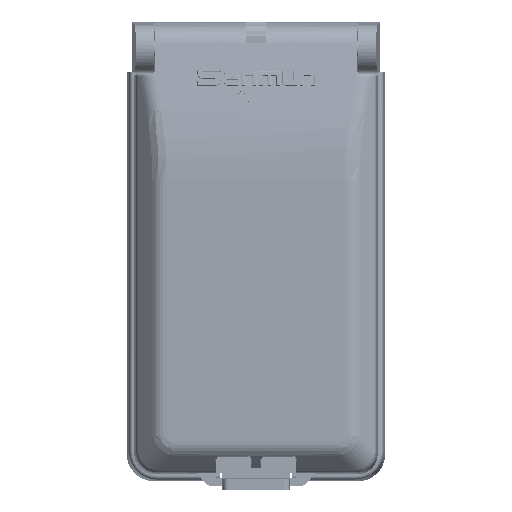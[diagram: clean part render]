
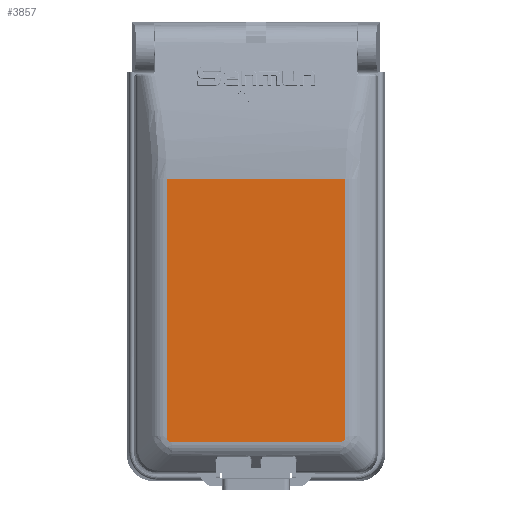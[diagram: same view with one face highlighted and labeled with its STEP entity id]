
A CAD part, top view. The second image highlights one B-rep face of the part: STEP entity #3857.
In plain terms, the highlighted planar face has unit normal (0, 0, 1).
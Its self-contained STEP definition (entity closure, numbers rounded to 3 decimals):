
#429=ELLIPSE('',#26596,3.637,2.1);
#430=ELLIPSE('',#26597,3.637,2.1);
#2563=FACE_OUTER_BOUND('',#11608,.T.);
#3857=ADVANCED_FACE('',(#2563),#5234,.F.);
#5234=PLANE('',#26598);
#6908=LINE('',#45779,#9084);
#6909=LINE('',#45781,#9085);
#6910=LINE('',#45783,#9086);
#6911=LINE('',#45787,#9087);
#9084=VECTOR('',#28882,1.);
#9085=VECTOR('',#28883,1.);
#9086=VECTOR('',#28884,1.);
#9087=VECTOR('',#28887,1.);
#11608=EDGE_LOOP('',(#13677,#13678,#13679,#13680,#13681,#13682));
#13677=ORIENTED_EDGE('',*,*,#22776,.T.);
#13678=ORIENTED_EDGE('',*,*,#22777,.T.);
#13679=ORIENTED_EDGE('',*,*,#22778,.T.);
#13680=ORIENTED_EDGE('',*,*,#22779,.T.);
#13681=ORIENTED_EDGE('',*,*,#22780,.T.);
#13682=ORIENTED_EDGE('',*,*,#22781,.T.);
#20439=VERTEX_POINT('',#45777);
#20440=VERTEX_POINT('',#45778);
#20441=VERTEX_POINT('',#45780);
#20442=VERTEX_POINT('',#45782);
#20443=VERTEX_POINT('',#45784);
#20444=VERTEX_POINT('',#45786);
#22776=EDGE_CURVE('',#20439,#20440,#429,.T.);
#22777=EDGE_CURVE('',#20440,#20441,#6908,.T.);
#22778=EDGE_CURVE('',#20441,#20442,#6909,.T.);
#22779=EDGE_CURVE('',#20442,#20443,#6910,.T.);
#22780=EDGE_CURVE('',#20443,#20444,#430,.T.);
#22781=EDGE_CURVE('',#20444,#20439,#6911,.T.);
#26596=AXIS2_PLACEMENT_3D('',#45776,#28880,#28881);
#26597=AXIS2_PLACEMENT_3D('',#45785,#28885,#28886);
#26598=AXIS2_PLACEMENT_3D('',#45788,#28888,#28889);
#28880=DIRECTION('',(0.,0.,1.));
#28881=DIRECTION('',(0.707,-0.707,0.));
#28882=DIRECTION('',(0.,1.,0.));
#28883=DIRECTION('',(-1.,0.,0.));
#28884=DIRECTION('',(0.,-1.,0.));
#28885=DIRECTION('',(0.,0.,1.));
#28886=DIRECTION('',(-0.707,-0.707,0.));
#28887=DIRECTION('',(1.,0.,0.));
#28888=DIRECTION('',(0.,0.,-1.));
#28889=DIRECTION('',(-1.,0.,0.));
#45776=CARTESIAN_POINT('',(374.907,-209.489,22.));
#45777=CARTESIAN_POINT('',(376.392,-212.459,22.));
#45778=CARTESIAN_POINT('',(377.877,-210.974,22.));
#45779=CARTESIAN_POINT('',(377.877,0.,22.));
#45780=CARTESIAN_POINT('',(377.877,-146.279,22.));
#45781=CARTESIAN_POINT('',(150.,-146.279,22.));
#45782=CARTESIAN_POINT('',(332.919,-146.279,22.));
#45783=CARTESIAN_POINT('',(332.919,0.,22.));
#45784=CARTESIAN_POINT('',(332.919,-210.974,22.));
#45785=CARTESIAN_POINT('',(335.889,-209.489,22.));
#45786=CARTESIAN_POINT('',(334.404,-212.459,22.));
#45787=CARTESIAN_POINT('',(150.,-212.459,22.));
#45788=CARTESIAN_POINT('',(150.,0.,22.));
